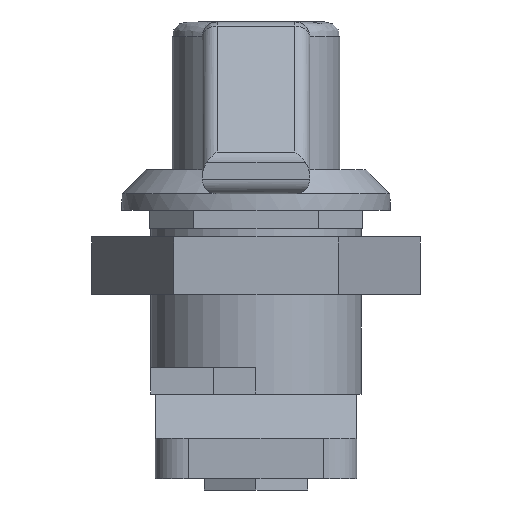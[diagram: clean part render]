
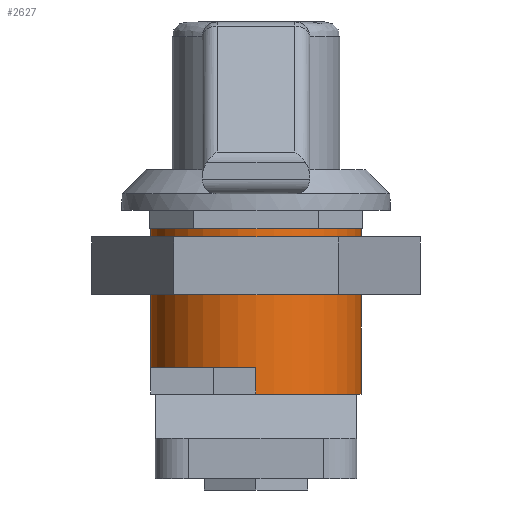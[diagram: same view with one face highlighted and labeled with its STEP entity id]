
A CAD part, left-side view. The second image highlights one B-rep face of the part: STEP entity #2627.
In plain terms, the highlighted cylindrical face has radius 9.97 mm (diameter 19.939 mm), a full revolution.
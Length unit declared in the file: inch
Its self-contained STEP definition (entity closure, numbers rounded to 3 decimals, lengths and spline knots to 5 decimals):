
#239 = EDGE_CURVE ( 'NONE', #2010, #3873, #1436, .T. ) ;
#350 = VECTOR ( 'NONE', #415, 39.37008 ) ;
#415 = DIRECTION ( 'NONE',  ( 0., 0., 1. ) ) ;
#425 = EDGE_CURVE ( 'NONE', #3873, #4879, #2284, .T. ) ;
#452 = CARTESIAN_POINT ( 'NONE',  ( 0., 0.3925, -0.685 ) ) ;
#465 = EDGE_CURVE ( 'NONE', #4879, #3579, #4275, .T. ) ;
#488 = CARTESIAN_POINT ( 'NONE',  ( 0., 0.3925, -0.685 ) ) ;
#927 = CARTESIAN_POINT ( 'NONE',  ( -0.3925, 0., -0.685 ) ) ;
#1325 = ORIENTED_EDGE ( 'NONE', *, *, #1898, .T. ) ;
#1387 = CARTESIAN_POINT ( 'NONE',  ( 0., 0., -0.585 ) ) ;
#1411 = CARTESIAN_POINT ( 'NONE',  ( 0., 0., -0.685 ) ) ;
#1431 = DIRECTION ( 'NONE',  ( -1., 0., 0. ) ) ;
#1436 = LINE ( 'NONE', #452, #350 ) ;
#1442 = DIRECTION ( 'NONE',  ( -1., 0., 0. ) ) ;
#1531 = AXIS2_PLACEMENT_3D ( 'NONE', #2704, #2669, #3530 ) ;
#1536 = CIRCLE ( 'NONE', #5106, 0.3925 ) ;
#1561 = DIRECTION ( 'NONE',  ( -1., 0., 0. ) ) ;
#1898 = EDGE_CURVE ( 'NONE', #2339, #2339, #3651, .T. ) ;
#1900 = CARTESIAN_POINT ( 'NONE',  ( -0.3925, 0., -0.07 ) ) ;
#1930 = ORIENTED_EDGE ( 'NONE', *, *, #3770, .T. ) ;
#2010 = VERTEX_POINT ( 'NONE', #488 ) ;
#2284 = CIRCLE ( 'NONE', #4517, 0.3925 ) ;
#2309 = ORIENTED_EDGE ( 'NONE', *, *, #239, .T. ) ;
#2339 = VERTEX_POINT ( 'NONE', #1900 ) ;
#2342 = VECTOR ( 'NONE', #2692, 39.37008 ) ;
#2343 = CARTESIAN_POINT ( 'NONE',  ( 0., 0., -0.685 ) ) ;
#2627 = ADVANCED_FACE ( 'NONE', ( #3564, #3238 ), #4721, .T. ) ;
#2669 = DIRECTION ( 'NONE',  ( 0., 0., -1. ) ) ;
#2692 = DIRECTION ( 'NONE',  ( 0., 0., -1. ) ) ;
#2704 = CARTESIAN_POINT ( 'NONE',  ( 0., 0., -0.07 ) ) ;
#2749 = ORIENTED_EDGE ( 'NONE', *, *, #425, .T. ) ;
#2758 = AXIS2_PLACEMENT_3D ( 'NONE', #2343, #5255, #1561 ) ;
#2777 = ORIENTED_EDGE ( 'NONE', *, *, #465, .T. ) ;
#2781 = CARTESIAN_POINT ( 'NONE',  ( -0.3925, 0., -0.585 ) ) ;
#3069 = DIRECTION ( 'NONE',  ( 0., 0., 1. ) ) ;
#3238 = FACE_OUTER_BOUND ( 'NONE', #4172, .T. ) ;
#3459 = CARTESIAN_POINT ( 'NONE',  ( -0.3925, 0., -0.685 ) ) ;
#3530 = DIRECTION ( 'NONE',  ( -1., 0., 0. ) ) ;
#3564 = FACE_OUTER_BOUND ( 'NONE', #4484, .T. ) ;
#3579 = VERTEX_POINT ( 'NONE', #927 ) ;
#3651 = CIRCLE ( 'NONE', #1531, 0.3925 ) ;
#3770 = EDGE_CURVE ( 'NONE', #3579, #2010, #1536, .T. ) ;
#3873 = VERTEX_POINT ( 'NONE', #4973 ) ;
#4172 = EDGE_LOOP ( 'NONE', ( #1325 ) ) ;
#4275 = LINE ( 'NONE', #3459, #2342 ) ;
#4298 = DIRECTION ( 'NONE',  ( 0., 0., 1. ) ) ;
#4484 = EDGE_LOOP ( 'NONE', ( #1930, #2309, #2749, #2777 ) ) ;
#4517 = AXIS2_PLACEMENT_3D ( 'NONE', #1387, #3069, #1442 ) ;
#4721 = CYLINDRICAL_SURFACE ( 'NONE', #2758, 0.3925 ) ;
#4879 = VERTEX_POINT ( 'NONE', #2781 ) ;
#4973 = CARTESIAN_POINT ( 'NONE',  ( 0., 0.3925, -0.585 ) ) ;
#5106 = AXIS2_PLACEMENT_3D ( 'NONE', #1411, #4298, #1431 ) ;
#5255 = DIRECTION ( 'NONE',  ( 0., 0., -1. ) ) ;
